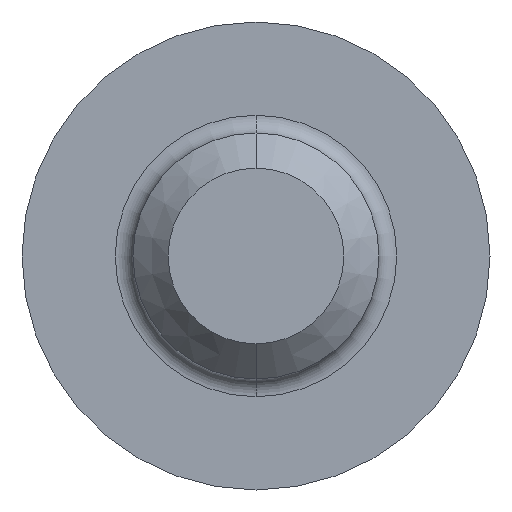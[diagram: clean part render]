
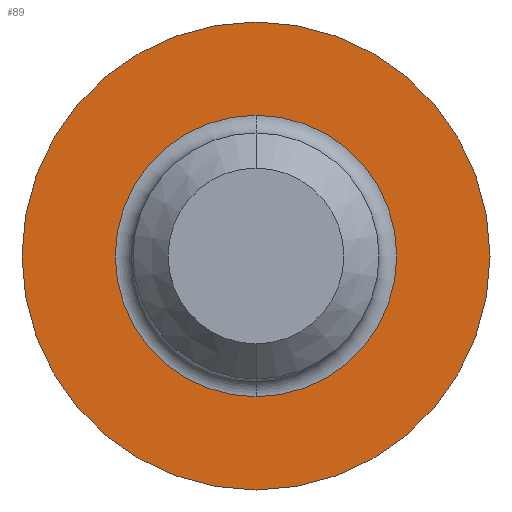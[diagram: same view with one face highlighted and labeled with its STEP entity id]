
A CAD part, front view. The second image highlights one B-rep face of the part: STEP entity #89.
In plain terms, the highlighted planar face has unit normal (0, -1, 0).
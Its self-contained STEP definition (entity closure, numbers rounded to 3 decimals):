
#59 = ORIENTED_EDGE ( 'NONE', *, *, #859, .F. ) ;
#89 = ADVANCED_FACE ( 'NONE', ( #1158, #762 ), #837, .T. ) ;
#98 = VERTEX_POINT ( 'NONE', #628 ) ;
#138 = EDGE_CURVE ( 'NONE', #98, #144, #1289, .T. ) ;
#144 = VERTEX_POINT ( 'NONE', #607 ) ;
#169 = CARTESIAN_POINT ( 'NONE',  ( 0., 0., 0. ) ) ;
#270 = EDGE_LOOP ( 'NONE', ( #1008, #59 ) ) ;
#284 = CIRCLE ( 'NONE', #1220, 3.962 ) ;
#318 = CARTESIAN_POINT ( 'NONE',  ( 0., 0., 0. ) ) ;
#337 = EDGE_CURVE ( 'NONE', #1206, #1065, #284, .T. ) ;
#365 = AXIS2_PLACEMENT_3D ( 'NONE', #1187, #843, #1231 ) ;
#407 = ORIENTED_EDGE ( 'NONE', *, *, #337, .T. ) ;
#502 = CIRCLE ( 'NONE', #592, 2.383 ) ;
#592 = AXIS2_PLACEMENT_3D ( 'NONE', #169, #986, #1288 ) ;
#607 = CARTESIAN_POINT ( 'NONE',  ( 0., 0., 2.383 ) ) ;
#621 = DIRECTION ( 'NONE',  ( 0., -1., 0. ) ) ;
#623 = DIRECTION ( 'NONE',  ( 0., 0., -1. ) ) ;
#627 = EDGE_LOOP ( 'NONE', ( #811, #407 ) ) ;
#628 = CARTESIAN_POINT ( 'NONE',  ( 0., 0., -2.383 ) ) ;
#630 = CARTESIAN_POINT ( 'NONE',  ( 0., 0., 0. ) ) ;
#679 = AXIS2_PLACEMENT_3D ( 'NONE', #630, #621, #1025 ) ;
#762 = FACE_OUTER_BOUND ( 'NONE', #627, .T. ) ;
#772 = DIRECTION ( 'NONE',  ( 0., -1., 0. ) ) ;
#811 = ORIENTED_EDGE ( 'NONE', *, *, #1204, .T. ) ;
#837 = PLANE ( 'NONE',  #905 ) ;
#843 = DIRECTION ( 'NONE',  ( 0., -1., 0. ) ) ;
#859 = EDGE_CURVE ( 'NONE', #144, #98, #502, .T. ) ;
#865 = DIRECTION ( 'NONE',  ( 0., 0., -1. ) ) ;
#905 = AXIS2_PLACEMENT_3D ( 'NONE', #318, #938, #623 ) ;
#922 = CARTESIAN_POINT ( 'NONE',  ( 0., 0., 3.962 ) ) ;
#938 = DIRECTION ( 'NONE',  ( 0., -1., 0. ) ) ;
#986 = DIRECTION ( 'NONE',  ( 0., -1., 0. ) ) ;
#1008 = ORIENTED_EDGE ( 'NONE', *, *, #138, .F. ) ;
#1025 = DIRECTION ( 'NONE',  ( 0., 0., -1. ) ) ;
#1056 = CIRCLE ( 'NONE', #679, 3.962 ) ;
#1065 = VERTEX_POINT ( 'NONE', #1291 ) ;
#1158 = FACE_BOUND ( 'NONE', #270, .T. ) ;
#1187 = CARTESIAN_POINT ( 'NONE',  ( 0., 0., 0. ) ) ;
#1204 = EDGE_CURVE ( 'NONE', #1065, #1206, #1056, .T. ) ;
#1206 = VERTEX_POINT ( 'NONE', #922 ) ;
#1220 = AXIS2_PLACEMENT_3D ( 'NONE', #1275, #772, #865 ) ;
#1231 = DIRECTION ( 'NONE',  ( 0., 0., -1. ) ) ;
#1275 = CARTESIAN_POINT ( 'NONE',  ( 0., 0., 0. ) ) ;
#1288 = DIRECTION ( 'NONE',  ( 0., 0., -1. ) ) ;
#1289 = CIRCLE ( 'NONE', #365, 2.383 ) ;
#1291 = CARTESIAN_POINT ( 'NONE',  ( 0., 0., -3.962 ) ) ;
